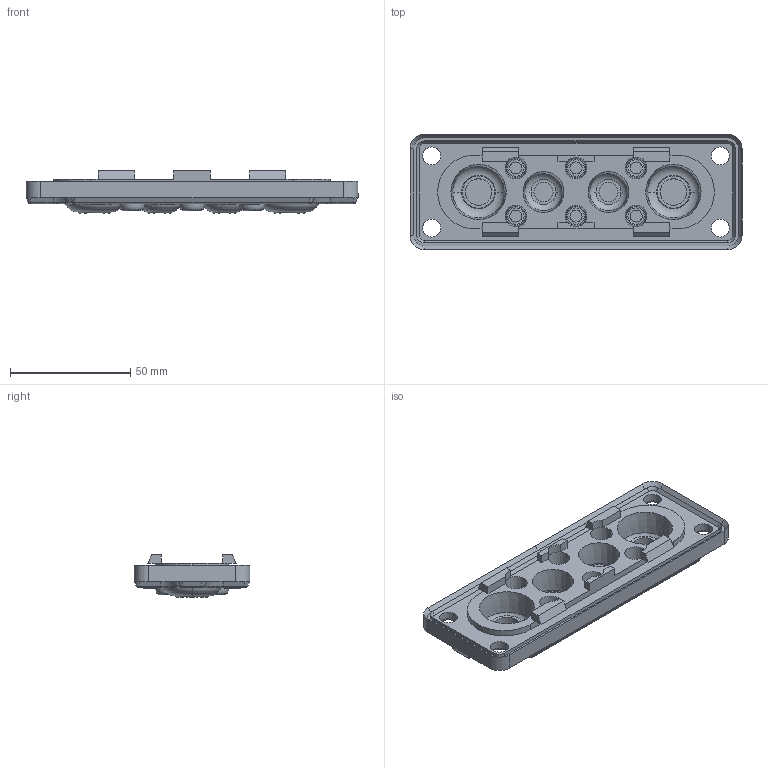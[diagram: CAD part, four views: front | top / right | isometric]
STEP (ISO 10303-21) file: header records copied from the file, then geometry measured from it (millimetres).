
FILE_DESCRIPTION (( 'STEP AP214' ), '1' );
FILE_NAME ('HTB-10-B.STEP', '2016-06-17T07:59:58', ( '' ), ( '' ), 'SwSTEP 2.0', 'SolidWorks 2016', '' );
FILE_SCHEMA (( 'AUTOMOTIVE_DESIGN' ));
Length unit declared in the file: millimetre
Products named in the file (1): HTB-10-B
Bounding box: 138 x 48 x 17.6 mm (x, y, z)
Volume: 42558.9 mm3; surface area: 26070.2 mm2
Topology: 1 solids, 1 shells, 684 faces, 1656 edges, 1073 vertices
Faces by surface type: plane 325, bspline 142, torus 92, cylinder 85, cone 40
Entity records: 28197 total; most frequent: CARTESIAN_POINT 12669, ORIENTED_EDGE 3312, DIRECTION 2931, EDGE_CURVE 1656, VERTEX_POINT 1073, AXIS2_PLACEMENT_3D 1019, LINE 893, VECTOR 893
